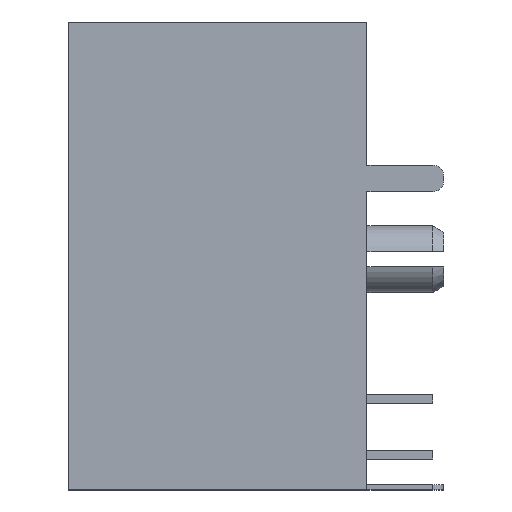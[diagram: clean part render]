
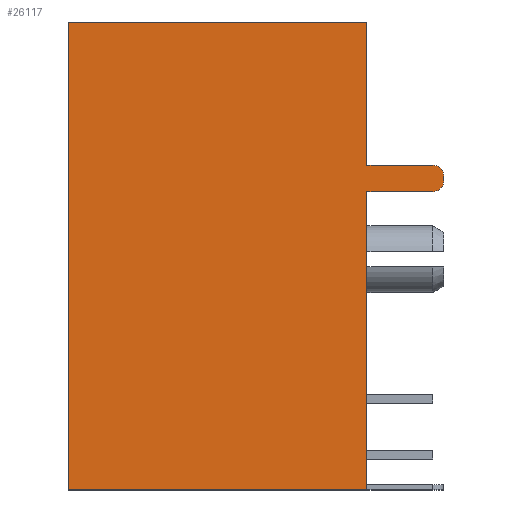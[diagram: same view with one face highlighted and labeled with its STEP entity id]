
A CAD part, left-side view. The second image highlights one B-rep face of the part: STEP entity #26117.
In plain terms, the highlighted face is planar.
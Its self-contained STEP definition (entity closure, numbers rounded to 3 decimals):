
#701 = VERTEX_POINT ( 'NONE', #7711 ) ;
#940 = CARTESIAN_POINT ( 'NONE',  ( 0.25, 14.53, -16.6 ) ) ;
#1124 = LINE ( 'NONE', #7287, #7883 ) ;
#1409 = FACE_OUTER_BOUND ( 'NONE', #9194, .T. ) ;
#1423 = DIRECTION ( 'NONE',  ( 0., -1., 0. ) ) ;
#1646 = CARTESIAN_POINT ( 'NONE',  ( 0.25, 13.33, -17.1 ) ) ;
#1905 = DIRECTION ( 'NONE',  ( 0., 1., 0. ) ) ;
#2005 = LINE ( 'NONE', #13864, #7350 ) ;
#2021 = VECTOR ( 'NONE', #27222, 1000. ) ;
#2529 = DIRECTION ( 'NONE',  ( 0., 0., 1. ) ) ;
#2701 = EDGE_CURVE ( 'NONE', #2971, #13630, #9807, .T. ) ;
#2971 = VERTEX_POINT ( 'NONE', #5456 ) ;
#3073 = LINE ( 'NONE', #1646, #14446 ) ;
#3953 = DIRECTION ( 'NONE',  ( 0., 0., 1. ) ) ;
#4613 = VERTEX_POINT ( 'NONE', #11960 ) ;
#4929 = LINE ( 'NONE', #28691, #11033 ) ;
#5243 = ORIENTED_EDGE ( 'NONE', *, *, #19488, .F. ) ;
#5384 = CARTESIAN_POINT ( 'NONE',  ( 0.25, 13.83, -17.1 ) ) ;
#5456 = CARTESIAN_POINT ( 'NONE',  ( 0.25, 14.03, -17.1 ) ) ;
#5476 = VERTEX_POINT ( 'NONE', #18385 ) ;
#5754 = LINE ( 'NONE', #28382, #16383 ) ;
#5991 = LINE ( 'NONE', #24285, #16614 ) ;
#6845 = ORIENTED_EDGE ( 'NONE', *, *, #14204, .F. ) ;
#7227 = VECTOR ( 'NONE', #11165, 1000. ) ;
#7287 = CARTESIAN_POINT ( 'NONE',  ( 0.25, -0.25, -13.6 ) ) ;
#7350 = VECTOR ( 'NONE', #2529, 1000. ) ;
#7711 = CARTESIAN_POINT ( 'NONE',  ( 0.25, 21.05, -13.6 ) ) ;
#7883 = VECTOR ( 'NONE', #23157, 1000. ) ;
#7942 = LINE ( 'NONE', #24708, #7227 ) ;
#8437 = DIRECTION ( 'NONE',  ( 0., 0., 1. ) ) ;
#8763 = EDGE_CURVE ( 'NONE', #701, #29325, #24772, .T. ) ;
#9194 = EDGE_LOOP ( 'NONE', ( #26487, #16073, #22463, #5243, #27926, #18688, #11099, #12407, #6845, #16055 ) ) ;
#9279 = DIRECTION ( 'NONE',  ( 1., 0., 0. ) ) ;
#9326 = CARTESIAN_POINT ( 'NONE',  ( 0.25, 13.33, -16.6 ) ) ;
#9807 = CIRCLE ( 'NONE', #22380, 0.5 ) ;
#9873 = CARTESIAN_POINT ( 'NONE',  ( 0.25, -0.25, -13.6 ) ) ;
#10911 = CARTESIAN_POINT ( 'NONE',  ( 0.25, -0.25, 0. ) ) ;
#10986 = VERTEX_POINT ( 'NONE', #9326 ) ;
#11033 = VECTOR ( 'NONE', #1423, 1000. ) ;
#11099 = ORIENTED_EDGE ( 'NONE', *, *, #26941, .F. ) ;
#11165 = DIRECTION ( 'NONE',  ( 0., -1., 0. ) ) ;
#11246 = AXIS2_PLACEMENT_3D ( 'NONE', #20547, #9279, #25123 ) ;
#11960 = CARTESIAN_POINT ( 'NONE',  ( 0.25, 14.53, -13.6 ) ) ;
#12407 = ORIENTED_EDGE ( 'NONE', *, *, #20085, .F. ) ;
#12619 = DIRECTION ( 'NONE',  ( 0., 1., 0. ) ) ;
#13630 = VERTEX_POINT ( 'NONE', #940 ) ;
#13864 = CARTESIAN_POINT ( 'NONE',  ( 0.25, 14.53, -17.1 ) ) ;
#13867 = EDGE_CURVE ( 'NONE', #10986, #26303, #27220, .T. ) ;
#14204 = EDGE_CURVE ( 'NONE', #10986, #5476, #3073, .T. ) ;
#14446 = VECTOR ( 'NONE', #3953, 1000. ) ;
#15556 = DIRECTION ( 'NONE',  ( 1., 0., 0. ) ) ;
#16055 = ORIENTED_EDGE ( 'NONE', *, *, #13867, .T. ) ;
#16073 = ORIENTED_EDGE ( 'NONE', *, *, #2701, .T. ) ;
#16383 = VECTOR ( 'NONE', #12619, 1000. ) ;
#16614 = VECTOR ( 'NONE', #8437, 1000. ) ;
#16883 = VERTEX_POINT ( 'NONE', #10911 ) ;
#17214 = VERTEX_POINT ( 'NONE', #9873 ) ;
#18385 = CARTESIAN_POINT ( 'NONE',  ( 0.25, 13.33, -13.6 ) ) ;
#18688 = ORIENTED_EDGE ( 'NONE', *, *, #25773, .F. ) ;
#19488 = EDGE_CURVE ( 'NONE', #701, #4613, #7942, .T. ) ;
#20085 = EDGE_CURVE ( 'NONE', #5476, #17214, #1124, .T. ) ;
#20547 = CARTESIAN_POINT ( 'NONE',  ( 0.25, -0.25, -0.25 ) ) ;
#22380 = AXIS2_PLACEMENT_3D ( 'NONE', #25478, #25543, #25274 ) ;
#22463 = ORIENTED_EDGE ( 'NONE', *, *, #27243, .T. ) ;
#22522 = CARTESIAN_POINT ( 'NONE',  ( 0.25, 21.05, 0. ) ) ;
#22634 = EDGE_CURVE ( 'NONE', #2971, #26303, #4929, .T. ) ;
#22757 = PLANE ( 'NONE',  #11246 ) ;
#23157 = DIRECTION ( 'NONE',  ( 0., -1., 0. ) ) ;
#23275 = AXIS2_PLACEMENT_3D ( 'NONE', #29065, #15556, #1905 ) ;
#24285 = CARTESIAN_POINT ( 'NONE',  ( 0.25, -0.25, -0.25 ) ) ;
#24708 = CARTESIAN_POINT ( 'NONE',  ( 0.25, -0.25, -13.6 ) ) ;
#24772 = LINE ( 'NONE', #24862, #2021 ) ;
#24862 = CARTESIAN_POINT ( 'NONE',  ( 0.25, 21.05, -0.25 ) ) ;
#25123 = DIRECTION ( 'NONE',  ( 0., 1., 0. ) ) ;
#25274 = DIRECTION ( 'NONE',  ( 0., 1., 0. ) ) ;
#25478 = CARTESIAN_POINT ( 'NONE',  ( 0.25, 14.03, -16.6 ) ) ;
#25543 = DIRECTION ( 'NONE',  ( 1., 0., 0. ) ) ;
#25773 = EDGE_CURVE ( 'NONE', #16883, #29325, #5754, .T. ) ;
#26117 = ADVANCED_FACE ( 'NONE', ( #1409 ), #22757, .T. ) ;
#26303 = VERTEX_POINT ( 'NONE', #5384 ) ;
#26487 = ORIENTED_EDGE ( 'NONE', *, *, #22634, .F. ) ;
#26941 = EDGE_CURVE ( 'NONE', #17214, #16883, #5991, .T. ) ;
#27220 = CIRCLE ( 'NONE', #23275, 0.5 ) ;
#27222 = DIRECTION ( 'NONE',  ( 0., 0., 1. ) ) ;
#27243 = EDGE_CURVE ( 'NONE', #13630, #4613, #2005, .T. ) ;
#27926 = ORIENTED_EDGE ( 'NONE', *, *, #8763, .T. ) ;
#28382 = CARTESIAN_POINT ( 'NONE',  ( 0.25, -0.25, 0. ) ) ;
#28691 = CARTESIAN_POINT ( 'NONE',  ( 0.25, 14.53, -17.1 ) ) ;
#29065 = CARTESIAN_POINT ( 'NONE',  ( 0.25, 13.83, -16.6 ) ) ;
#29325 = VERTEX_POINT ( 'NONE', #22522 ) ;
